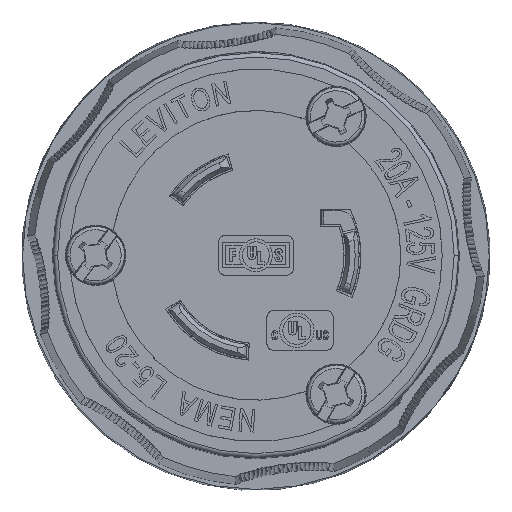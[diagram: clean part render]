
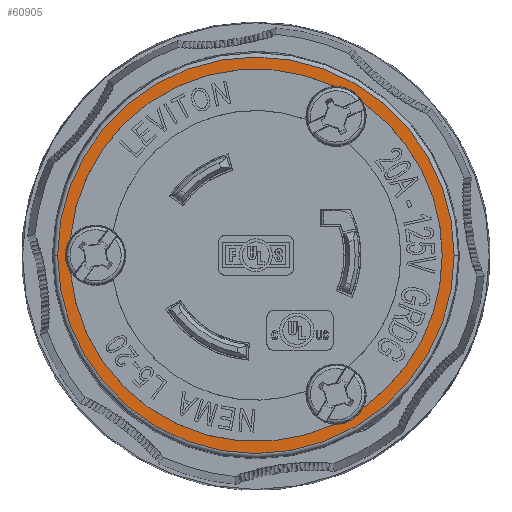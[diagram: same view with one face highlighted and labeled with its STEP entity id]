
A CAD part, top view. The second image highlights one B-rep face of the part: STEP entity #60905.
In plain terms, the highlighted planar face has unit normal (0, 0, 1).
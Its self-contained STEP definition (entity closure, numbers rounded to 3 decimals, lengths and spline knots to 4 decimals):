
#936 = CIRCLE ( 'NONE', #22871, 0.8437 ) ;
#2384 = DIRECTION ( 'NONE',  ( 1., 0., 0. ) ) ;
#6029 = DIRECTION ( 'NONE',  ( 0., 0., 1. ) ) ;
#10774 = EDGE_CURVE ( 'NONE', #24644, #90668, #112008, .T. ) ;
#11033 = VERTEX_POINT ( 'NONE', #40759 ) ;
#12964 = DIRECTION ( 'NONE',  ( 1., 0., 0. ) ) ;
#14338 = CARTESIAN_POINT ( 'NONE',  ( -0.8404, -0.0747, 0. ) ) ;
#18259 = EDGE_LOOP ( 'NONE', ( #44762, #35140, #77125, #49502, #63344, #18765, #91831, #27860 ) ) ;
#18765 = ORIENTED_EDGE ( 'NONE', *, *, #122358, .F. ) ;
#19536 = DIRECTION ( 'NONE',  ( 1., 0., 0. ) ) ;
#20611 = CARTESIAN_POINT ( 'NONE',  ( 0., 0., 0. ) ) ;
#22138 = CARTESIAN_POINT ( 'NONE',  ( -0.726, 0., 0. ) ) ;
#22871 = AXIS2_PLACEMENT_3D ( 'NONE', #44515, #97388, #12964 ) ;
#22910 = CARTESIAN_POINT ( 'NONE',  ( 0.8977, 0., 0. ) ) ;
#23157 = CARTESIAN_POINT ( 'NONE',  ( 0.4849, 0.6905, 0. ) ) ;
#24644 = VERTEX_POINT ( 'NONE', #41164 ) ;
#24720 = EDGE_CURVE ( 'NONE', #11033, #103661, #936, .T. ) ;
#26785 = AXIS2_PLACEMENT_3D ( 'NONE', #22138, #64039, #34456 ) ;
#27022 = CARTESIAN_POINT ( 'NONE',  ( 0., 0., 0. ) ) ;
#27860 = ORIENTED_EDGE ( 'NONE', *, *, #24720, .F. ) ;
#29668 = DIRECTION ( 'NONE',  ( 1., 0., 0. ) ) ;
#33909 = CIRCLE ( 'NONE', #97434, 0.8977 ) ;
#34456 = DIRECTION ( 'NONE',  ( 1., 0., 0. ) ) ;
#34994 = AXIS2_PLACEMENT_3D ( 'NONE', #110104, #79960, #90925 ) ;
#35140 = ORIENTED_EDGE ( 'NONE', *, *, #10774, .F. ) ;
#37269 = CIRCLE ( 'NONE', #34994, 0.1366 ) ;
#37395 = EDGE_CURVE ( 'NONE', #125755, #135127, #104150, .T. ) ;
#39449 = CIRCLE ( 'NONE', #103037, 0.1366 ) ;
#40295 = AXIS2_PLACEMENT_3D ( 'NONE', #72255, #133381, #29668 ) ;
#40759 = CARTESIAN_POINT ( 'NONE',  ( 0.3555, 0.7652, 0. ) ) ;
#41164 = CARTESIAN_POINT ( 'NONE',  ( 0.8437, 0., 0. ) ) ;
#43523 = CARTESIAN_POINT ( 'NONE',  ( 0.4849, -0.6905, 0. ) ) ;
#44515 = CARTESIAN_POINT ( 'NONE',  ( 0., 0., 0. ) ) ;
#44762 = ORIENTED_EDGE ( 'NONE', *, *, #106768, .F. ) ;
#45517 = EDGE_CURVE ( 'NONE', #135127, #63226, #87618, .T. ) ;
#46537 = DIRECTION ( 'NONE',  ( 0., 0., 1. ) ) ;
#49502 = ORIENTED_EDGE ( 'NONE', *, *, #45517, .F. ) ;
#53493 = AXIS2_PLACEMENT_3D ( 'NONE', #115844, #95254, #124768 ) ;
#58122 = VERTEX_POINT ( 'NONE', #83533 ) ;
#58194 = CARTESIAN_POINT ( 'NONE',  ( 0.363, -0.6287, 0. ) ) ;
#59489 = AXIS2_PLACEMENT_3D ( 'NONE', #99630, #46537, #66254 ) ;
#60285 = EDGE_CURVE ( 'NONE', #95188, #69871, #79841, .T. ) ;
#60905 = ADVANCED_FACE ( 'NONE', ( #114660, #130706 ), #131392, .T. ) ;
#61528 = CARTESIAN_POINT ( 'NONE',  ( -0.8977, 0., 0. ) ) ;
#62791 = DIRECTION ( 'NONE',  ( 0., 0., 1. ) ) ;
#63226 = VERTEX_POINT ( 'NONE', #43523 ) ;
#63344 = ORIENTED_EDGE ( 'NONE', *, *, #37395, .F. ) ;
#64039 = DIRECTION ( 'NONE',  ( 0., 0., 1. ) ) ;
#64882 = CARTESIAN_POINT ( 'NONE',  ( 0.363, 0.6287, 0. ) ) ;
#65252 = ORIENTED_EDGE ( 'NONE', *, *, #83683, .T. ) ;
#66254 = DIRECTION ( 'NONE',  ( 1., 0., 0. ) ) ;
#69871 = VERTEX_POINT ( 'NONE', #22910 ) ;
#72255 = CARTESIAN_POINT ( 'NONE',  ( 0., 0., 0. ) ) ;
#77125 = ORIENTED_EDGE ( 'NONE', *, *, #81661, .F. ) ;
#79841 = CIRCLE ( 'NONE', #53493, 0.8977 ) ;
#79960 = DIRECTION ( 'NONE',  ( 0., 0., 1. ) ) ;
#80131 = AXIS2_PLACEMENT_3D ( 'NONE', #84076, #62791, #19536 ) ;
#81661 = EDGE_CURVE ( 'NONE', #63226, #24644, #101670, .T. ) ;
#83533 = CARTESIAN_POINT ( 'NONE',  ( -0.8626, 0., 0. ) ) ;
#83683 = EDGE_CURVE ( 'NONE', #69871, #95188, #33909, .T. ) ;
#84076 = CARTESIAN_POINT ( 'NONE',  ( 0., 0., 0. ) ) ;
#85872 = EDGE_LOOP ( 'NONE', ( #65252, #120810 ) ) ;
#87618 = CIRCLE ( 'NONE', #118336, 0.1366 ) ;
#90668 = VERTEX_POINT ( 'NONE', #23157 ) ;
#90925 = DIRECTION ( 'NONE',  ( 1., 0., 0. ) ) ;
#91592 = DIRECTION ( 'NONE',  ( 0., 0., 1. ) ) ;
#91831 = ORIENTED_EDGE ( 'NONE', *, *, #107002, .F. ) ;
#94763 = DIRECTION ( 'NONE',  ( 0., 0., 1. ) ) ;
#95188 = VERTEX_POINT ( 'NONE', #61528 ) ;
#95254 = DIRECTION ( 'NONE',  ( 0., 0., 1. ) ) ;
#95279 = AXIS2_PLACEMENT_3D ( 'NONE', #27022, #91592, #133438 ) ;
#97388 = DIRECTION ( 'NONE',  ( 0., 0., 1. ) ) ;
#97434 = AXIS2_PLACEMENT_3D ( 'NONE', #20611, #94763, #124286 ) ;
#99630 = CARTESIAN_POINT ( 'NONE',  ( 0., 0., 0. ) ) ;
#101670 = CIRCLE ( 'NONE', #40295, 0.8437 ) ;
#102094 = DIRECTION ( 'NONE',  ( 1., 0., 0. ) ) ;
#103037 = AXIS2_PLACEMENT_3D ( 'NONE', #64882, #118361, #2384 ) ;
#103661 = VERTEX_POINT ( 'NONE', #115306 ) ;
#104150 = CIRCLE ( 'NONE', #80131, 0.8437 ) ;
#106768 = EDGE_CURVE ( 'NONE', #90668, #11033, #39449, .T. ) ;
#107002 = EDGE_CURVE ( 'NONE', #103661, #58122, #37269, .T. ) ;
#110088 = CIRCLE ( 'NONE', #26785, 0.1366 ) ;
#110104 = CARTESIAN_POINT ( 'NONE',  ( -0.726, 0., 0. ) ) ;
#112008 = CIRCLE ( 'NONE', #59489, 0.8437 ) ;
#114660 = FACE_OUTER_BOUND ( 'NONE', #85872, .T. ) ;
#115306 = CARTESIAN_POINT ( 'NONE',  ( -0.8404, 0.0747, 0. ) ) ;
#115340 = CARTESIAN_POINT ( 'NONE',  ( 0.3555, -0.7652, 0. ) ) ;
#115844 = CARTESIAN_POINT ( 'NONE',  ( 0., 0., 0. ) ) ;
#118336 = AXIS2_PLACEMENT_3D ( 'NONE', #58194, #6029, #102094 ) ;
#118361 = DIRECTION ( 'NONE',  ( 0., 0., 1. ) ) ;
#120810 = ORIENTED_EDGE ( 'NONE', *, *, #60285, .T. ) ;
#122358 = EDGE_CURVE ( 'NONE', #58122, #125755, #110088, .T. ) ;
#124286 = DIRECTION ( 'NONE',  ( 1., 0., 0. ) ) ;
#124768 = DIRECTION ( 'NONE',  ( 1., 0., 0. ) ) ;
#125755 = VERTEX_POINT ( 'NONE', #14338 ) ;
#130706 = FACE_BOUND ( 'NONE', #18259, .T. ) ;
#131392 = PLANE ( 'NONE',  #95279 ) ;
#133381 = DIRECTION ( 'NONE',  ( 0., 0., 1. ) ) ;
#133438 = DIRECTION ( 'NONE',  ( 1., 0., 0. ) ) ;
#135127 = VERTEX_POINT ( 'NONE', #115340 ) ;
